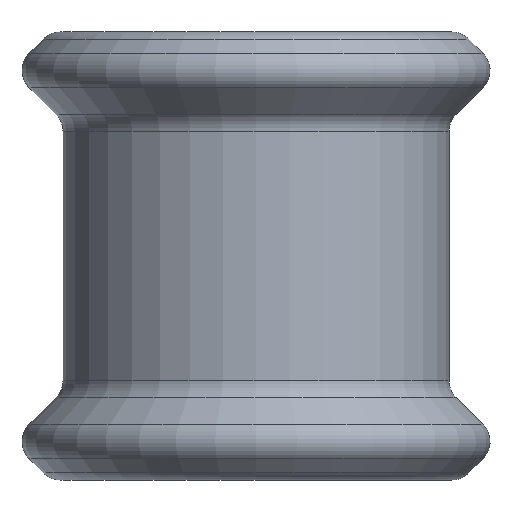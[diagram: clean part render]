
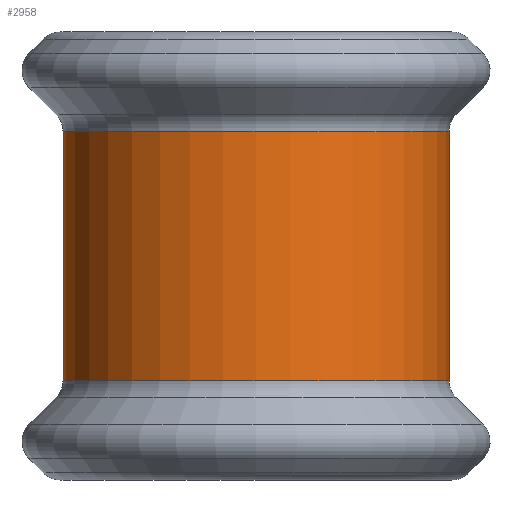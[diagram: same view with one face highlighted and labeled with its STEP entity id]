
A CAD part, front view. The second image highlights one B-rep face of the part: STEP entity #2958.
In plain terms, the highlighted cylindrical face has radius 6.16 mm (diameter 12.319 mm), a partial arc.
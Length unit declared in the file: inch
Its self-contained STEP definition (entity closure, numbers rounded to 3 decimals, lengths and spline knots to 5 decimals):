
#85 = AXIS2_PLACEMENT_3D ( 'NONE', #4168, #1428, #4622 ) ;
#432 = CIRCLE ( 'NONE', #85, 0.2425 ) ;
#574 = ORIENTED_EDGE ( 'NONE', *, *, #1151, .T. ) ;
#594 = CARTESIAN_POINT ( 'NONE',  ( 0.1875, -0.562, -0.15651 ) ) ;
#607 = LINE ( 'NONE', #2421, #5309 ) ;
#1014 = CIRCLE ( 'NONE', #1076, 0.2425 ) ;
#1053 = DIRECTION ( 'NONE',  ( 1., 0., 0. ) ) ;
#1076 = AXIS2_PLACEMENT_3D ( 'NONE', #594, #3784, #1053 ) ;
#1136 = CARTESIAN_POINT ( 'NONE',  ( 0.43, -0.562, 0.15651 ) ) ;
#1151 = EDGE_CURVE ( 'NONE', #1264, #5458, #1014, .T. ) ;
#1264 = VERTEX_POINT ( 'NONE', #5226 ) ;
#1278 = ORIENTED_EDGE ( 'NONE', *, *, #3412, .F. ) ;
#1428 = DIRECTION ( 'NONE',  ( 0., 0., 1. ) ) ;
#1531 = DIRECTION ( 'NONE',  ( 0., 0., 1. ) ) ;
#1747 = DIRECTION ( 'NONE',  ( 0., 0., 1. ) ) ;
#1769 = DIRECTION ( 'NONE',  ( 1., 0., 0. ) ) ;
#1771 = EDGE_CURVE ( 'NONE', #4938, #2399, #432, .T. ) ;
#2399 = VERTEX_POINT ( 'NONE', #1136 ) ;
#2421 = CARTESIAN_POINT ( 'NONE',  ( -0.055, -0.562, 0.15651 ) ) ;
#2945 = EDGE_LOOP ( 'NONE', ( #574, #3759, #3345, #1278 ) ) ;
#2958 = ADVANCED_FACE ( 'NONE', ( #4040 ), #5865, .T. ) ;
#3345 = ORIENTED_EDGE ( 'NONE', *, *, #1771, .F. ) ;
#3350 = CARTESIAN_POINT ( 'NONE',  ( 0.43, -0.562, 0. ) ) ;
#3412 = EDGE_CURVE ( 'NONE', #1264, #4938, #607, .T. ) ;
#3759 = ORIENTED_EDGE ( 'NONE', *, *, #4521, .T. ) ;
#3778 = LINE ( 'NONE', #3350, #5902 ) ;
#3784 = DIRECTION ( 'NONE',  ( 0., 0., 1. ) ) ;
#3820 = DIRECTION ( 'NONE',  ( 0., 0., 1. ) ) ;
#4040 = FACE_OUTER_BOUND ( 'NONE', #2945, .T. ) ;
#4168 = CARTESIAN_POINT ( 'NONE',  ( 0.1875, -0.562, 0.15651 ) ) ;
#4521 = EDGE_CURVE ( 'NONE', #5458, #2399, #3778, .T. ) ;
#4622 = DIRECTION ( 'NONE',  ( 1., 0., 0. ) ) ;
#4651 = AXIS2_PLACEMENT_3D ( 'NONE', #5396, #1747, #1769 ) ;
#4938 = VERTEX_POINT ( 'NONE', #5022 ) ;
#5022 = CARTESIAN_POINT ( 'NONE',  ( -0.055, -0.562, 0.15651 ) ) ;
#5045 = CARTESIAN_POINT ( 'NONE',  ( 0.43, -0.562, -0.15651 ) ) ;
#5226 = CARTESIAN_POINT ( 'NONE',  ( -0.055, -0.562, -0.15651 ) ) ;
#5309 = VECTOR ( 'NONE', #3820, 39.37008 ) ;
#5396 = CARTESIAN_POINT ( 'NONE',  ( 0.1875, -0.562, 0. ) ) ;
#5458 = VERTEX_POINT ( 'NONE', #5045 ) ;
#5865 = CYLINDRICAL_SURFACE ( 'NONE', #4651, 0.2425 ) ;
#5902 = VECTOR ( 'NONE', #1531, 39.37008 ) ;
